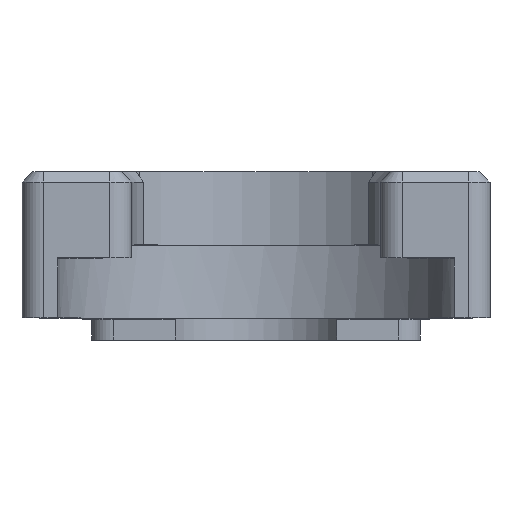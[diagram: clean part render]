
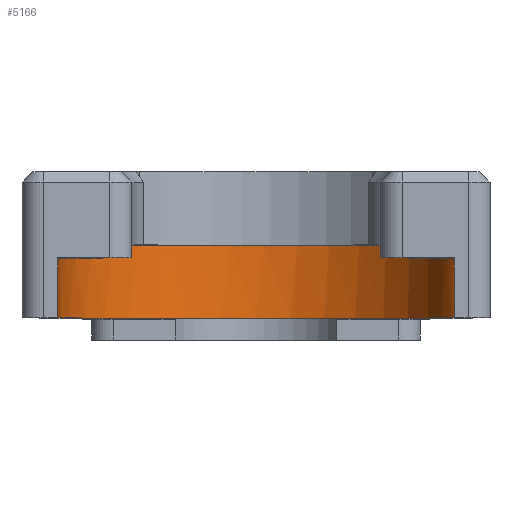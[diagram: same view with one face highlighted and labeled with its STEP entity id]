
A CAD part, top view. The second image highlights one B-rep face of the part: STEP entity #5166.
In plain terms, the highlighted cylindrical face has radius 7.239 mm (diameter 14.478 mm), a partial arc.
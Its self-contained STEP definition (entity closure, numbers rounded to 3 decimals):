
#189=CYLINDRICAL_SURFACE('',#5525,7.239);
#501=FACE_OUTER_BOUND('',#790,.T.);
#790=EDGE_LOOP('',(#3516,#3517,#3518,#3519,#3520,#3521,#3522,#3523));
#1118=CIRCLE('',#5524,7.239);
#1119=CIRCLE('',#5526,7.239);
#1120=CIRCLE('',#5527,7.239);
#1121=CIRCLE('',#5528,7.239);
#1259=LINE('',#7642,#1665);
#1260=LINE('',#7646,#1666);
#1261=LINE('',#7650,#1667);
#1262=LINE('',#7653,#1668);
#1665=VECTOR('',#5961,2.184);
#1666=VECTOR('',#5964,0.483);
#1667=VECTOR('',#5967,0.483);
#1668=VECTOR('',#5970,2.184);
#2173=VERTEX_POINT('',#7635);
#2174=VERTEX_POINT('',#7637);
#2175=VERTEX_POINT('',#7641);
#2176=VERTEX_POINT('',#7643);
#2177=VERTEX_POINT('',#7645);
#2178=VERTEX_POINT('',#7647);
#2179=VERTEX_POINT('',#7649);
#2180=VERTEX_POINT('',#7651);
#2703=EDGE_CURVE('',#2174,#2173,#1118,.T.);
#2705=EDGE_CURVE('',#2175,#2173,#1259,.T.);
#2706=EDGE_CURVE('',#2176,#2175,#1119,.T.);
#2707=EDGE_CURVE('',#2177,#2176,#1260,.T.);
#2708=EDGE_CURVE('',#2178,#2177,#1120,.T.);
#2709=EDGE_CURVE('',#2178,#2179,#1261,.T.);
#2710=EDGE_CURVE('',#2180,#2179,#1121,.T.);
#2711=EDGE_CURVE('',#2180,#2174,#1262,.T.);
#3516=ORIENTED_EDGE('',*,*,#2703,.T.);
#3517=ORIENTED_EDGE('',*,*,#2705,.F.);
#3518=ORIENTED_EDGE('',*,*,#2706,.F.);
#3519=ORIENTED_EDGE('',*,*,#2707,.F.);
#3520=ORIENTED_EDGE('',*,*,#2708,.F.);
#3521=ORIENTED_EDGE('',*,*,#2709,.T.);
#3522=ORIENTED_EDGE('',*,*,#2710,.F.);
#3523=ORIENTED_EDGE('',*,*,#2711,.T.);
#5166=ADVANCED_FACE('',(#501),#189,.F.);
#5524=AXIS2_PLACEMENT_3D('',#7638,#5956,#5957);
#5525=AXIS2_PLACEMENT_3D('',#7640,#5959,#5960);
#5526=AXIS2_PLACEMENT_3D('',#7644,#5962,#5963);
#5527=AXIS2_PLACEMENT_3D('',#7648,#5965,#5966);
#5528=AXIS2_PLACEMENT_3D('',#7652,#5968,#5969);
#5956=DIRECTION('center_axis',(0.,-1.,0.));
#5957=DIRECTION('ref_axis',(0.,0.,-1.));
#5959=DIRECTION('center_axis',(0.,-1.,0.));
#5960=DIRECTION('ref_axis',(0.,0.,-1.));
#5961=DIRECTION('',(0.,-1.,0.));
#5962=DIRECTION('center_axis',(0.,-1.,0.));
#5963=DIRECTION('ref_axis',(0.,0.,-1.));
#5964=DIRECTION('',(0.,-1.,0.));
#5965=DIRECTION('center_axis',(0.,-1.,0.));
#5966=DIRECTION('ref_axis',(0.,0.,-1.));
#5967=DIRECTION('',(0.,-1.,0.));
#5968=DIRECTION('center_axis',(0.,-1.,0.));
#5969=DIRECTION('ref_axis',(0.,0.,-1.));
#5970=DIRECTION('',(0.,-1.,0.));
#7635=CARTESIAN_POINT('',(7.239,0.762,11.714));
#7637=CARTESIAN_POINT('',(-7.239,0.762,11.714));
#7638=CARTESIAN_POINT('Origin',(0.,0.762,11.714));
#7640=CARTESIAN_POINT('Origin',(0.,2.946,11.714));
#7641=CARTESIAN_POINT('',(7.239,2.946,11.714));
#7642=CARTESIAN_POINT('',(7.239,2.946,11.714));
#7643=CARTESIAN_POINT('',(6.292,2.946,8.134));
#7644=CARTESIAN_POINT('Origin',(0.,2.946,11.714));
#7645=CARTESIAN_POINT('',(6.292,3.429,8.134));
#7646=CARTESIAN_POINT('',(6.292,3.429,8.134));
#7647=CARTESIAN_POINT('',(-6.586,3.429,8.709));
#7648=CARTESIAN_POINT('Origin',(0.,3.429,11.714));
#7649=CARTESIAN_POINT('',(-6.586,2.946,8.709));
#7650=CARTESIAN_POINT('',(-6.586,3.429,8.709));
#7651=CARTESIAN_POINT('',(-7.239,2.946,11.714));
#7652=CARTESIAN_POINT('Origin',(0.,2.946,11.714));
#7653=CARTESIAN_POINT('',(-7.239,2.946,11.714));
